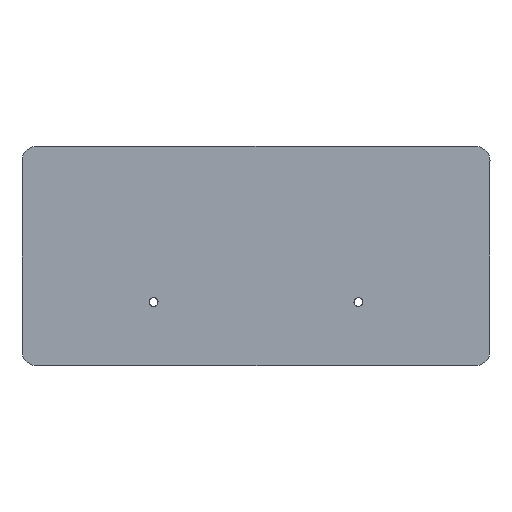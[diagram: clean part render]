
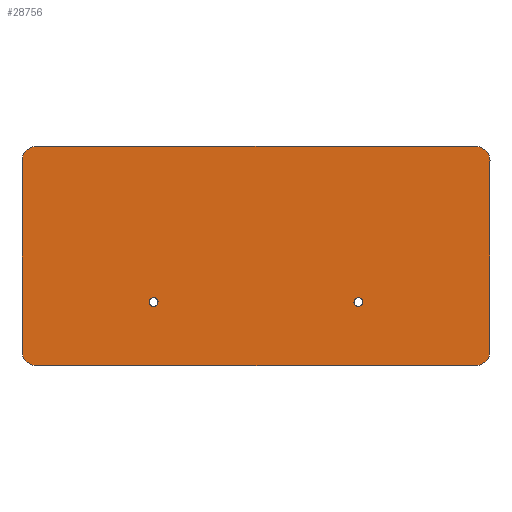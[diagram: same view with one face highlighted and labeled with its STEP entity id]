
A CAD part, front view. The second image highlights one B-rep face of the part: STEP entity #28756.
In plain terms, the highlighted planar face has unit normal (0, -1, 0).
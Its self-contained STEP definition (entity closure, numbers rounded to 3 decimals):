
#28480=CARTESIAN_POINT('',(-115.,-1.001,
223.));
#28481=DIRECTION('',(0.,1.,0.));
#28482=DIRECTION('',(0.,0.,-1.));
#28483=AXIS2_PLACEMENT_3D('',#28480,#28481,#28482);
#28485=CARTESIAN_POINT('',(-115.,-1.001,
353.));
#28486=DIRECTION('',(0.,1.,0.));
#28487=DIRECTION('',(-1.,0.,0.));
#28488=AXIS2_PLACEMENT_3D('',#28485,#28486,#28487);
#28490=CARTESIAN_POINT('',(185.,-1.001,
353.));
#28491=DIRECTION('',(0.,1.,0.));
#28492=DIRECTION('',(0.,0.,1.));
#28493=AXIS2_PLACEMENT_3D('',#28490,#28491,#28492);
#28495=CARTESIAN_POINT('',(185.,-1.001,
223.));
#28496=DIRECTION('',(0.,1.,0.));
#28497=DIRECTION('',(1.,0.,0.));
#28498=AXIS2_PLACEMENT_3D('',#28495,#28496,#28497);
#28500=CARTESIAN_POINT('',(-35.,-1.001,256.5));
#28501=DIRECTION('',(0.,-1.,0.));
#28502=DIRECTION('',(0.878,0.,-0.479));
#28503=AXIS2_PLACEMENT_3D('',#28500,#28501,#28502);
#28505=CARTESIAN_POINT('',(-35.,-1.001,256.5));
#28506=DIRECTION('',(0.,-1.,0.));
#28507=DIRECTION('',(-0.878,0.,0.479));
#28508=AXIS2_PLACEMENT_3D('',#28505,#28506,#28507);
#28510=CARTESIAN_POINT('',(-35.,-1.001,256.5));
#28511=DIRECTION('',(0.,-1.,0.));
#28512=DIRECTION('',(-1.,0.,0.));
#28513=AXIS2_PLACEMENT_3D('',#28510,#28511,#28512);
#28515=CARTESIAN_POINT('',(105.,-1.001,256.5));
#28516=DIRECTION('',(0.,-1.,0.));
#28517=DIRECTION('',(-0.878,0.,-0.479));
#28518=AXIS2_PLACEMENT_3D('',#28515,#28516,#28517);
#28520=CARTESIAN_POINT('',(105.,-1.001,256.5));
#28521=DIRECTION('',(0.,-1.,0.));
#28522=DIRECTION('',(0.878,0.,0.479));
#28523=AXIS2_PLACEMENT_3D('',#28520,#28521,#28522);
#28525=CARTESIAN_POINT('',(105.,-1.001,256.5));
#28526=DIRECTION('',(0.,-1.,0.));
#28527=DIRECTION('',(-1.,0.,0.));
#28528=AXIS2_PLACEMENT_3D('',#28525,#28526,#28527);
#28534=DIRECTION('',(1.,0.,0.));
#28535=VECTOR('',#28534,300.);
#28536=CARTESIAN_POINT('',(-115.,-1.001,
213.));
#28537=LINE('',#28536,#28535);
#28590=DIRECTION('',(0.,0.,-1.));
#28591=VECTOR('',#28590,130.);
#28592=CARTESIAN_POINT('',(-125.,-1.001,
353.));
#28593=LINE('',#28592,#28591);
#28602=DIRECTION('',(-1.,0.,0.));
#28603=VECTOR('',#28602,300.);
#28604=CARTESIAN_POINT('',(185.,-1.001,
363.));
#28605=LINE('',#28604,#28603);
#28614=DIRECTION('',(0.,0.,1.));
#28615=VECTOR('',#28614,130.);
#28616=CARTESIAN_POINT('',(195.,-1.001,
223.));
#28617=LINE('',#28616,#28615);
#28642=CARTESIAN_POINT('',(107.633,-1.001,
257.938));
#28644=VERTEX_POINT('',#28642);
#28646=CARTESIAN_POINT('',(-115.,-1.001,
213.));
#28647=CARTESIAN_POINT('',(-125.,-1.001,
223.));
#28648=VERTEX_POINT('',#28646);
#28649=VERTEX_POINT('',#28647);
#28650=CARTESIAN_POINT('',(-125.,-1.001,
353.));
#28651=VERTEX_POINT('',#28650);
#28652=CARTESIAN_POINT('',(-115.,-1.001,
363.));
#28653=VERTEX_POINT('',#28652);
#28654=CARTESIAN_POINT('',(185.,-1.001,
363.));
#28655=VERTEX_POINT('',#28654);
#28656=CARTESIAN_POINT('',(195.,-1.001,
353.));
#28657=VERTEX_POINT('',#28656);
#28658=CARTESIAN_POINT('',(195.,-1.001,
223.));
#28659=VERTEX_POINT('',#28658);
#28660=CARTESIAN_POINT('',(185.,-1.001,
213.));
#28661=VERTEX_POINT('',#28660);
#28662=CARTESIAN_POINT('',(-32.367,-1.001,
255.062));
#28663=CARTESIAN_POINT('',(-37.633,-1.001,
257.938));
#28664=VERTEX_POINT('',#28662);
#28665=VERTEX_POINT('',#28663);
#28666=CARTESIAN_POINT('',(-38.,-1.001,
256.5));
#28667=VERTEX_POINT('',#28666);
#28668=CARTESIAN_POINT('',(102.367,-1.001,
255.062));
#28669=VERTEX_POINT('',#28668);
#28670=CARTESIAN_POINT('',(102.,-1.001,256.5));
#28671=VERTEX_POINT('',#28670);
#28719=CARTESIAN_POINT('',(35.,-1.001,
288.));
#28720=DIRECTION('',(0.,1.,0.));
#28721=DIRECTION('',(-1.,0.,0.));
#28722=AXIS2_PLACEMENT_3D('',#28719,#28720,#28721);
#28723=PLANE('',#28722);
#28725=ORIENTED_EDGE('',*,*,#28724,.T.);
#28727=ORIENTED_EDGE('',*,*,#28726,.F.);
#28729=ORIENTED_EDGE('',*,*,#28728,.T.);
#28731=ORIENTED_EDGE('',*,*,#28730,.F.);
#28733=ORIENTED_EDGE('',*,*,#28732,.T.);
#28735=ORIENTED_EDGE('',*,*,#28734,.F.);
#28737=ORIENTED_EDGE('',*,*,#28736,.T.);
#28739=ORIENTED_EDGE('',*,*,#28738,.F.);
#28740=EDGE_LOOP('',(#28725,#28727,#28729,#28731,#28733,#28735,#28737,#28739));
#28741=FACE_OUTER_BOUND('',#28740,.F.);
#28743=ORIENTED_EDGE('',*,*,#28742,.T.);
#28745=ORIENTED_EDGE('',*,*,#28744,.T.);
#28747=ORIENTED_EDGE('',*,*,#28746,.T.);
#28748=EDGE_LOOP('',(#28743,#28745,#28747));
#28749=FACE_BOUND('',#28748,.F.);
#28751=ORIENTED_EDGE('',*,*,#28750,.T.);
#28752=ORIENTED_EDGE('',*,*,#28699,.T.);
#28753=ORIENTED_EDGE('',*,*,#28707,.T.);
#28754=EDGE_LOOP('',(#28751,#28752,#28753));
#28755=FACE_BOUND('',#28754,.F.);
#28484=CIRCLE('',#28483,10.);
#28489=CIRCLE('',#28488,10.);
#28494=CIRCLE('',#28493,10.);
#28499=CIRCLE('',#28498,10.);
#28504=CIRCLE('',#28503,3.);
#28509=CIRCLE('',#28508,3.);
#28514=CIRCLE('',#28513,3.);
#28519=CIRCLE('',#28518,3.);
#28524=CIRCLE('',#28523,3.);
#28529=CIRCLE('',#28528,3.);
#28699=EDGE_CURVE('',#28644,#28671,#28524,.T.);
#28707=EDGE_CURVE('',#28671,#28669,#28529,.T.);
#28724=EDGE_CURVE('',#28648,#28649,#28484,.T.);
#28726=EDGE_CURVE('',#28651,#28649,#28593,.T.);
#28728=EDGE_CURVE('',#28651,#28653,#28489,.T.);
#28730=EDGE_CURVE('',#28655,#28653,#28605,.T.);
#28732=EDGE_CURVE('',#28655,#28657,#28494,.T.);
#28734=EDGE_CURVE('',#28659,#28657,#28617,.T.);
#28736=EDGE_CURVE('',#28659,#28661,#28499,.T.);
#28738=EDGE_CURVE('',#28648,#28661,#28537,.T.);
#28742=EDGE_CURVE('',#28664,#28665,#28504,.T.);
#28744=EDGE_CURVE('',#28665,#28667,#28509,.T.);
#28746=EDGE_CURVE('',#28667,#28664,#28514,.T.);
#28750=EDGE_CURVE('',#28669,#28644,#28519,.T.);
#28756=ADVANCED_FACE('',(#28741,#28749,#28755),#28723,.F.);
